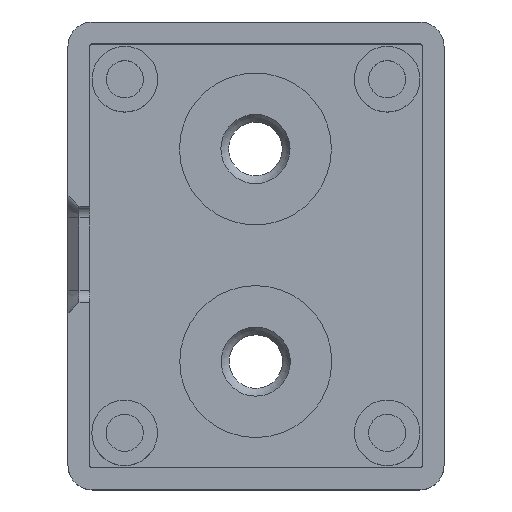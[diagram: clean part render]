
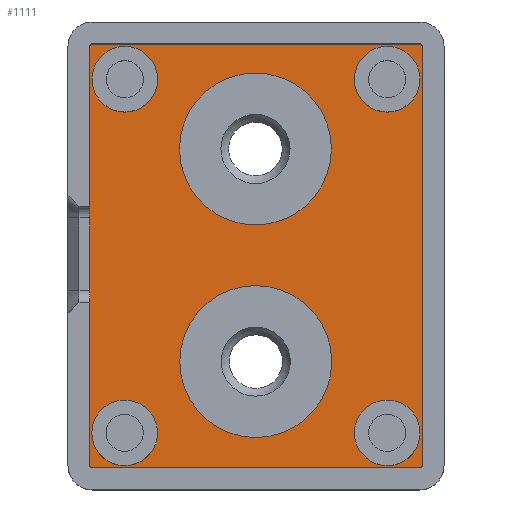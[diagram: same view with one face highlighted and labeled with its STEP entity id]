
A CAD part, top view. The second image highlights one B-rep face of the part: STEP entity #1111.
In plain terms, the highlighted face is planar.
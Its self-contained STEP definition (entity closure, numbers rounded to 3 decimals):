
#548 = EDGE_CURVE('',#549,#551,#553,.T.);
#549 = VERTEX_POINT('',#550);
#550 = CARTESIAN_POINT('',(-0.2,-38.4,9.603));
#551 = VERTEX_POINT('',#552);
#552 = CARTESIAN_POINT('',(-0.2,0.,9.603));
#553 = LINE('',#554,#555);
#554 = CARTESIAN_POINT('',(-0.2,-28.8,9.603));
#555 = VECTOR('',#556,1.);
#556 = DIRECTION('',(0.,1.,0.));
#639 = EDGE_CURVE('',#640,#549,#642,.T.);
#640 = VERTEX_POINT('',#641);
#641 = CARTESIAN_POINT('',(0.,-38.6,9.603));
#642 = CIRCLE('',#643,0.2);
#643 = AXIS2_PLACEMENT_3D('',#644,#645,#646);
#644 = CARTESIAN_POINT('',(0.,-38.4,9.603));
#645 = DIRECTION('',(0.,0.,-1.));
#646 = DIRECTION('',(0.,1.,0.));
#690 = VERTEX_POINT('',#691);
#691 = CARTESIAN_POINT('',(30.,-38.6,9.603));
#697 = EDGE_CURVE('',#690,#640,#698,.T.);
#698 = LINE('',#699,#700);
#699 = CARTESIAN_POINT('',(22.5,-38.6,9.603));
#700 = VECTOR('',#701,1.);
#701 = DIRECTION('',(-1.,0.,0.));
#737 = EDGE_CURVE('',#738,#690,#740,.T.);
#738 = VERTEX_POINT('',#739);
#739 = CARTESIAN_POINT('',(30.2,-38.4,9.603));
#740 = CIRCLE('',#741,0.2);
#741 = AXIS2_PLACEMENT_3D('',#742,#743,#744);
#742 = CARTESIAN_POINT('',(30.,-38.4,9.603));
#743 = DIRECTION('',(0.,0.,-1.));
#744 = DIRECTION('',(-1.,0.,0.));
#788 = VERTEX_POINT('',#789);
#789 = CARTESIAN_POINT('',(30.2,0.,9.603));
#795 = EDGE_CURVE('',#788,#738,#796,.T.);
#796 = LINE('',#797,#798);
#797 = CARTESIAN_POINT('',(30.2,-9.6,9.603));
#798 = VECTOR('',#799,1.);
#799 = DIRECTION('',(0.,-1.,0.));
#828 = EDGE_CURVE('',#829,#788,#831,.T.);
#829 = VERTEX_POINT('',#830);
#830 = CARTESIAN_POINT('',(30.,0.2,9.603));
#831 = CIRCLE('',#832,0.2);
#832 = AXIS2_PLACEMENT_3D('',#833,#834,#835);
#833 = CARTESIAN_POINT('',(30.,0.,9.603));
#834 = DIRECTION('',(0.,0.,-1.));
#835 = DIRECTION('',(0.,-1.,0.));
#853 = VERTEX_POINT('',#854);
#854 = CARTESIAN_POINT('',(0.,0.2,9.603));
#860 = EDGE_CURVE('',#853,#829,#861,.T.);
#861 = LINE('',#862,#863);
#862 = CARTESIAN_POINT('',(7.5,0.2,9.603));
#863 = VECTOR('',#864,1.);
#864 = DIRECTION('',(1.,0.,0.));
#902 = EDGE_CURVE('',#551,#853,#903,.T.);
#903 = CIRCLE('',#904,0.2);
#904 = AXIS2_PLACEMENT_3D('',#905,#906,#907);
#905 = CARTESIAN_POINT('',(0.,0.,9.603));
#906 = DIRECTION('',(0.,0.,-1.));
#907 = DIRECTION('',(1.,0.,0.));
#1111 = ADVANCED_FACE('',(#1112,#1122,#1133,#1144,#1155,#1166,#1177),
  #1188,.F.);
#1112 = FACE_BOUND('',#1113,.F.);
#1113 = EDGE_LOOP('',(#1114,#1115,#1116,#1117,#1118,#1119,#1120,#1121));
#1114 = ORIENTED_EDGE('',*,*,#860,.F.);
#1115 = ORIENTED_EDGE('',*,*,#902,.F.);
#1116 = ORIENTED_EDGE('',*,*,#548,.F.);
#1117 = ORIENTED_EDGE('',*,*,#639,.F.);
#1118 = ORIENTED_EDGE('',*,*,#697,.F.);
#1119 = ORIENTED_EDGE('',*,*,#737,.F.);
#1120 = ORIENTED_EDGE('',*,*,#795,.F.);
#1121 = ORIENTED_EDGE('',*,*,#828,.F.);
#1122 = FACE_BOUND('',#1123,.F.);
#1123 = EDGE_LOOP('',(#1124));
#1124 = ORIENTED_EDGE('',*,*,#1125,.T.);
#1125 = EDGE_CURVE('',#1126,#1126,#1128,.T.);
#1126 = VERTEX_POINT('',#1127);
#1127 = CARTESIAN_POINT('',(6.,-35.367,9.603));
#1128 = CIRCLE('',#1129,3.);
#1129 = AXIS2_PLACEMENT_3D('',#1130,#1131,#1132);
#1130 = CARTESIAN_POINT('',(3.,-35.367,9.603));
#1131 = DIRECTION('',(0.,0.,-1.));
#1132 = DIRECTION('',(1.,0.,0.));
#1133 = FACE_BOUND('',#1134,.F.);
#1134 = EDGE_LOOP('',(#1135));
#1135 = ORIENTED_EDGE('',*,*,#1136,.F.);
#1136 = EDGE_CURVE('',#1137,#1137,#1139,.T.);
#1137 = VERTEX_POINT('',#1138);
#1138 = CARTESIAN_POINT('',(21.9,-29.,9.603));
#1139 = CIRCLE('',#1140,6.95);
#1140 = AXIS2_PLACEMENT_3D('',#1141,#1142,#1143);
#1141 = CARTESIAN_POINT('',(14.95,-29.,9.603));
#1142 = DIRECTION('',(0.,0.,1.));
#1143 = DIRECTION('',(1.,0.,0.));
#1144 = FACE_BOUND('',#1145,.F.);
#1145 = EDGE_LOOP('',(#1146));
#1146 = ORIENTED_EDGE('',*,*,#1147,.T.);
#1147 = EDGE_CURVE('',#1148,#1148,#1150,.T.);
#1148 = VERTEX_POINT('',#1149);
#1149 = CARTESIAN_POINT('',(30.,-35.367,9.603));
#1150 = CIRCLE('',#1151,3.);
#1151 = AXIS2_PLACEMENT_3D('',#1152,#1153,#1154);
#1152 = CARTESIAN_POINT('',(27.,-35.367,9.603));
#1153 = DIRECTION('',(0.,0.,-1.));
#1154 = DIRECTION('',(1.,0.,0.));
#1155 = FACE_BOUND('',#1156,.F.);
#1156 = EDGE_LOOP('',(#1157));
#1157 = ORIENTED_EDGE('',*,*,#1158,.T.);
#1158 = EDGE_CURVE('',#1159,#1159,#1161,.T.);
#1159 = VERTEX_POINT('',#1160);
#1160 = CARTESIAN_POINT('',(5.983,-3.017,9.603));
#1161 = CIRCLE('',#1162,3.);
#1162 = AXIS2_PLACEMENT_3D('',#1163,#1164,#1165);
#1163 = CARTESIAN_POINT('',(2.983,-3.017,9.603));
#1164 = DIRECTION('',(0.,0.,-1.));
#1165 = DIRECTION('',(1.,0.,0.));
#1166 = FACE_BOUND('',#1167,.F.);
#1167 = EDGE_LOOP('',(#1168));
#1168 = ORIENTED_EDGE('',*,*,#1169,.F.);
#1169 = EDGE_CURVE('',#1170,#1170,#1172,.T.);
#1170 = VERTEX_POINT('',#1171);
#1171 = CARTESIAN_POINT('',(21.93,-9.55,9.603));
#1172 = CIRCLE('',#1173,6.95);
#1173 = AXIS2_PLACEMENT_3D('',#1174,#1175,#1176);
#1174 = CARTESIAN_POINT('',(14.98,-9.55,9.603));
#1175 = DIRECTION('',(0.,0.,1.));
#1176 = DIRECTION('',(1.,0.,0.));
#1177 = FACE_BOUND('',#1178,.F.);
#1178 = EDGE_LOOP('',(#1179));
#1179 = ORIENTED_EDGE('',*,*,#1180,.T.);
#1180 = EDGE_CURVE('',#1181,#1181,#1183,.T.);
#1181 = VERTEX_POINT('',#1182);
#1182 = CARTESIAN_POINT('',(30.,-3.017,9.603));
#1183 = CIRCLE('',#1184,3.);
#1184 = AXIS2_PLACEMENT_3D('',#1185,#1186,#1187);
#1185 = CARTESIAN_POINT('',(27.,-3.017,9.603));
#1186 = DIRECTION('',(0.,0.,-1.));
#1187 = DIRECTION('',(1.,0.,0.));
#1188 = PLANE('',#1189);
#1189 = AXIS2_PLACEMENT_3D('',#1190,#1191,#1192);
#1190 = CARTESIAN_POINT('',(15.,-19.2,9.603));
#1191 = DIRECTION('',(0.,0.,1.));
#1192 = DIRECTION('',(1.,0.,0.));
